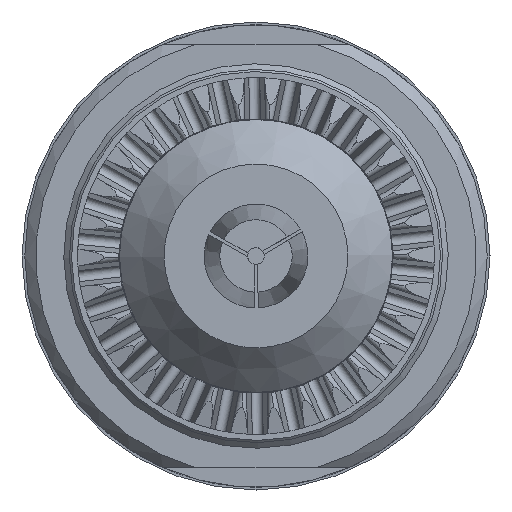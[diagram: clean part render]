
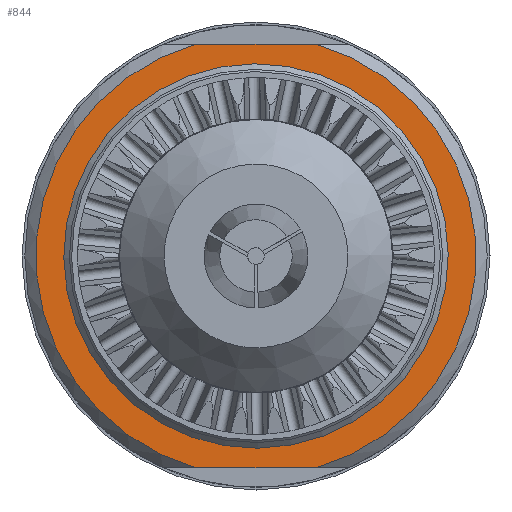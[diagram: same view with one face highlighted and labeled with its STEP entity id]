
A CAD part, left-side view. The second image highlights one B-rep face of the part: STEP entity #844.
In plain terms, the highlighted planar face has unit normal (-1, 0, 0).
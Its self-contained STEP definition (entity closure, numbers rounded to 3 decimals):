
#601=CARTESIAN_POINT('',(-85.,-5.391,-19.0));
#602=VERTEX_POINT('',#601);
#616=CARTESIAN_POINT('',(-85.,5.391,-19.0));
#617=VERTEX_POINT('',#616);
#618=CARTESIAN_POINT('',(-85.,5.391,-19.0));
#619=DIRECTION('',(0.0,-1.0,0.0));
#620=VECTOR('',#619,10.782);
#621=LINE('',#618,#620);
#622=EDGE_CURVE('',#617,#602,#621,.T.);
#687=CARTESIAN_POINT('',(-85.,5.391,19.0));
#688=VERTEX_POINT('',#687);
#702=CARTESIAN_POINT('',(-85.,-5.391,19.0));
#703=VERTEX_POINT('',#702);
#704=CARTESIAN_POINT('',(-85.,-5.391,19.0));
#705=DIRECTION('',(0.0,1.0,0.0));
#706=VECTOR('',#705,10.782);
#707=LINE('',#704,#706);
#708=EDGE_CURVE('',#703,#688,#707,.T.);
#780=CARTESIAN_POINT('',(-85.,0.,0.));
#781=DIRECTION('',(1.0,0.0,0.0));
#782=DIRECTION('',(0.0,1.0,0.0));
#783=AXIS2_PLACEMENT_3D('',#780,#781,#782);
#784=CIRCLE('',#783,19.75);
#785=EDGE_CURVE('',#617,#688,#784,.T.);
#812=CARTESIAN_POINT('',(-85.,8.,0.));
#813=VERTEX_POINT('',#812);
#814=CARTESIAN_POINT('',(-85.,0.,0.));
#815=DIRECTION('',(1.0,0.0,0.0));
#816=DIRECTION('',(0.0,1.0,0.0));
#817=AXIS2_PLACEMENT_3D('',#814,#815,#816);
#818=CIRCLE('',#817,8.0);
#819=EDGE_CURVE('',#813,#813,#818,.T.);
#824=CARTESIAN_POINT('',(-85.,13.875,0.));
#825=DIRECTION('',(-1.0,0.0,0.0));
#826=DIRECTION('',(0.0,0.0,1.0));
#827=AXIS2_PLACEMENT_3D('',#824,#825,#826);
#828=PLANE('',#827);
#829=ORIENTED_EDGE('',*,*,#622,.T.);
#830=CARTESIAN_POINT('',(-85.,0.,0.));
#831=DIRECTION('',(1.0,0.0,0.0));
#832=DIRECTION('',(0.0,1.0,0.0));
#833=AXIS2_PLACEMENT_3D('',#830,#831,#832);
#834=CIRCLE('',#833,19.75);
#835=EDGE_CURVE('',#703,#602,#834,.T.);
#836=ORIENTED_EDGE('',*,*,#835,.F.);
#837=ORIENTED_EDGE('',*,*,#708,.T.);
#838=ORIENTED_EDGE('',*,*,#785,.F.);
#839=EDGE_LOOP('',(#829,#836,#837,#838));
#840=FACE_OUTER_BOUND('',#839,.T.);
#841=ORIENTED_EDGE('',*,*,#819,.T.);
#842=EDGE_LOOP('',(#841));
#843=FACE_BOUND('',#842,.T.);
#844=ADVANCED_FACE('',(#840,#843),#828,.T.);
